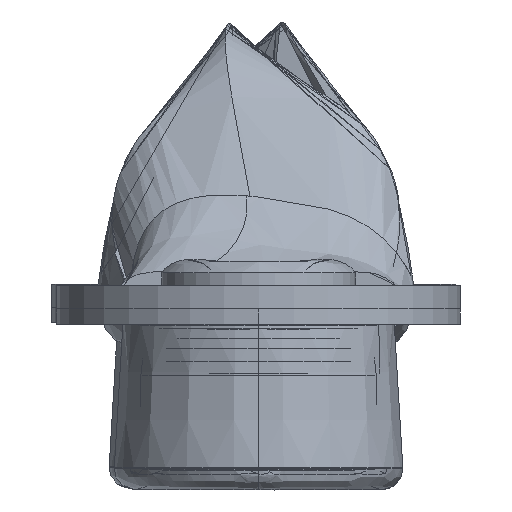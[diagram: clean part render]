
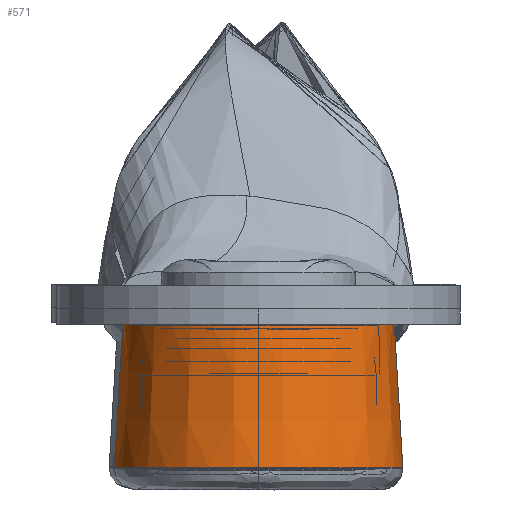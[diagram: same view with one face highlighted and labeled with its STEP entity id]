
A CAD part, front view. The second image highlights one B-rep face of the part: STEP entity #571.
In plain terms, the highlighted conical face has half-angle 3.412 degrees and reference radius 2.833 mm.
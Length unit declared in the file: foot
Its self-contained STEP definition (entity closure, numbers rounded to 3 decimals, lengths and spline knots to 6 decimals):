
#59 = VERTEX_POINT ( 'NONE', #3619 ) ;
#101 = DIRECTION ( 'NONE',  ( 0.06, 0.998, 0. ) ) ;
#466 = CARTESIAN_POINT ( 'NONE',  ( 0., 0.001, 0. ) ) ;
#520 = AXIS2_PLACEMENT_3D ( 'NONE', #10772, #8714, #5945 ) ;
#571 = ADVANCED_FACE ( 'NONE', ( #8713 ), #11024, .T. ) ;
#630 = AXIS2_PLACEMENT_3D ( 'NONE', #11787, #10826, #5913 ) ;
#713 = EDGE_CURVE ( 'NONE', #59, #6365, #3832, .T. ) ;
#1445 = DIRECTION ( 'NONE',  ( -1., 0., 0. ) ) ;
#2143 = EDGE_CURVE ( 'NONE', #6365, #9501, #8049, .T. ) ;
#2268 = EDGE_CURVE ( 'NONE', #12190, #9501, #10361, .T. ) ;
#2550 = VECTOR ( 'NONE', #11212, 3.28084 ) ;
#2681 = ORIENTED_EDGE ( 'NONE', *, *, #713, .T. ) ;
#2703 = EDGE_CURVE ( 'NONE', #5730, #59, #9419, .T. ) ;
#2708 = ORIENTED_EDGE ( 'NONE', *, *, #2703, .T. ) ;
#3522 = CARTESIAN_POINT ( 'NONE',  ( -0.008742, 0.001, 0. ) ) ;
#3619 = CARTESIAN_POINT ( 'NONE',  ( 0.009293, 0.010231, 0. ) ) ;
#3832 = CIRCLE ( 'NONE', #520, 0.009293 ) ;
#4259 = VECTOR ( 'NONE', #101, 3.28084 ) ;
#4518 = CARTESIAN_POINT ( 'NONE',  ( 0., 0.010231, 0.009293 ) ) ;
#5628 = CARTESIAN_POINT ( 'NONE',  ( 0.009293, 0.010231, 0. ) ) ;
#5730 = VERTEX_POINT ( 'NONE', #10841 ) ;
#5913 = DIRECTION ( 'NONE',  ( -1., 0., 0. ) ) ;
#5945 = DIRECTION ( 'NONE',  ( 0., 0., 1. ) ) ;
#6305 = CARTESIAN_POINT ( 'NONE',  ( 0., 0.010231, 0. ) ) ;
#6316 = CIRCLE ( 'NONE', #11445, 0.008742 ) ;
#6365 = VERTEX_POINT ( 'NONE', #4518 ) ;
#7298 = DIRECTION ( 'NONE',  ( 0., -1., 0. ) ) ;
#7546 = AXIS2_PLACEMENT_3D ( 'NONE', #6305, #12201, #11191 ) ;
#8049 = CIRCLE ( 'NONE', #7546, 0.009293 ) ;
#8713 = FACE_OUTER_BOUND ( 'NONE', #12355, .T. ) ;
#8714 = DIRECTION ( 'NONE',  ( 0., -1., 0. ) ) ;
#9419 = LINE ( 'NONE', #5628, #4259 ) ;
#9489 = ORIENTED_EDGE ( 'NONE', *, *, #2268, .F. ) ;
#9501 = VERTEX_POINT ( 'NONE', #11007 ) ;
#10361 = LINE ( 'NONE', #11296, #2550 ) ;
#10365 = ORIENTED_EDGE ( 'NONE', *, *, #12370, .F. ) ;
#10772 = CARTESIAN_POINT ( 'NONE',  ( 0., 0.010231, 0. ) ) ;
#10826 = DIRECTION ( 'NONE',  ( 0., 1., 0. ) ) ;
#10841 = CARTESIAN_POINT ( 'NONE',  ( 0.008742, 0.001, 0. ) ) ;
#11007 = CARTESIAN_POINT ( 'NONE',  ( -0.009293, 0.010231, 0. ) ) ;
#11024 = CONICAL_SURFACE ( 'NONE', #630, 0.009293, 0.06 ) ;
#11123 = ORIENTED_EDGE ( 'NONE', *, *, #2143, .T. ) ;
#11191 = DIRECTION ( 'NONE',  ( 0., 0., 1. ) ) ;
#11212 = DIRECTION ( 'NONE',  ( -0.06, 0.998, 0. ) ) ;
#11296 = CARTESIAN_POINT ( 'NONE',  ( -0.009293, 0.010231, 0. ) ) ;
#11445 = AXIS2_PLACEMENT_3D ( 'NONE', #466, #7298, #1445 ) ;
#11787 = CARTESIAN_POINT ( 'NONE',  ( 0., 0.010231, 0. ) ) ;
#12190 = VERTEX_POINT ( 'NONE', #3522 ) ;
#12201 = DIRECTION ( 'NONE',  ( 0., -1., 0. ) ) ;
#12355 = EDGE_LOOP ( 'NONE', ( #10365, #2708, #2681, #11123, #9489 ) ) ;
#12370 = EDGE_CURVE ( 'NONE', #5730, #12190, #6316, .T. ) ;
